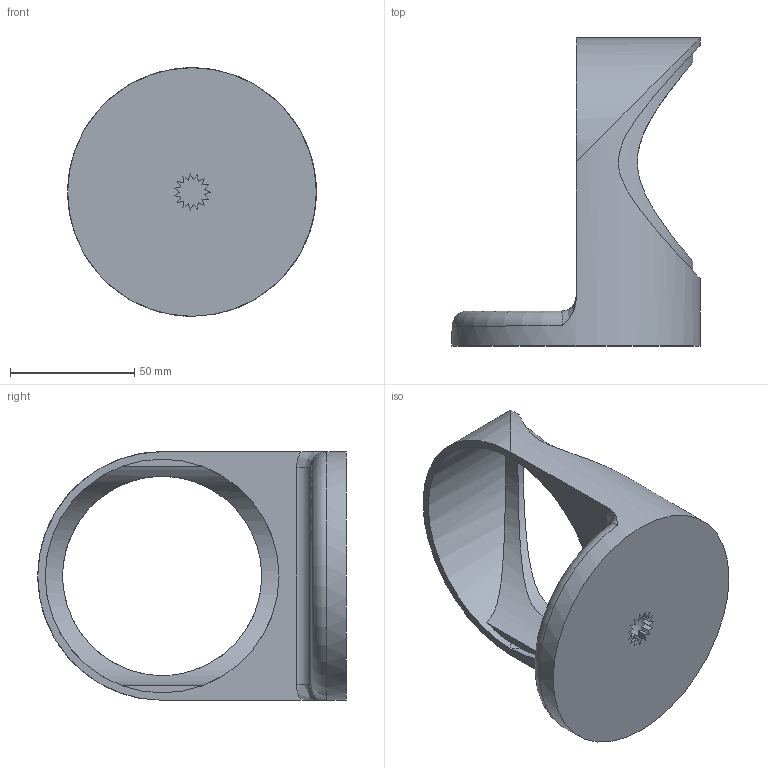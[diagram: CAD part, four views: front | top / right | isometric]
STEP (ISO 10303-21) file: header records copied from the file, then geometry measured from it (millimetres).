
FILE_DESCRIPTION(/* description */ (''),/* implementation_level */ '2;1');
FILE_NAME(/* name */ 'motor2Plate.stp',/* time_stamp */ '2019-12-17T20:08:07-05:00',/* author */ ('Bob Peret'),/* organization */ (''),/* preprocessor_version */ 'ST-DEVELOPER v16.13',/* originating_system */ 'Autodesk Inventor 2018',/* authorisation */ '');
FILE_SCHEMA (('AUTOMOTIVE_DESIGN { 1 0 10303 214 3 1 1 }'));
Length unit declared in the file: millimetre
Products named in the file (1): motor2Plate
Bounding box: 100 x 124 x 100 mm (x, y, z)
Volume: 165139.6 mm3; surface area: 51935.2 mm2
Topology: 1 solids, 1 shells, 53 faces, 143 edges, 92 vertices
Faces by surface type: plane 39, cylinder 11, bspline 2, torus 1
Full cylindrical faces by diameter (mm): 16.116 x1, 80 x1, 100 x1
Entity records: 2036 total; most frequent: CARTESIAN_POINT 673, ORIENTED_EDGE 278, DIRECTION 261, EDGE_CURVE 139, LINE 103, VECTOR 103, VERTEX_POINT 91, AXIS2_PLACEMENT_3D 79
